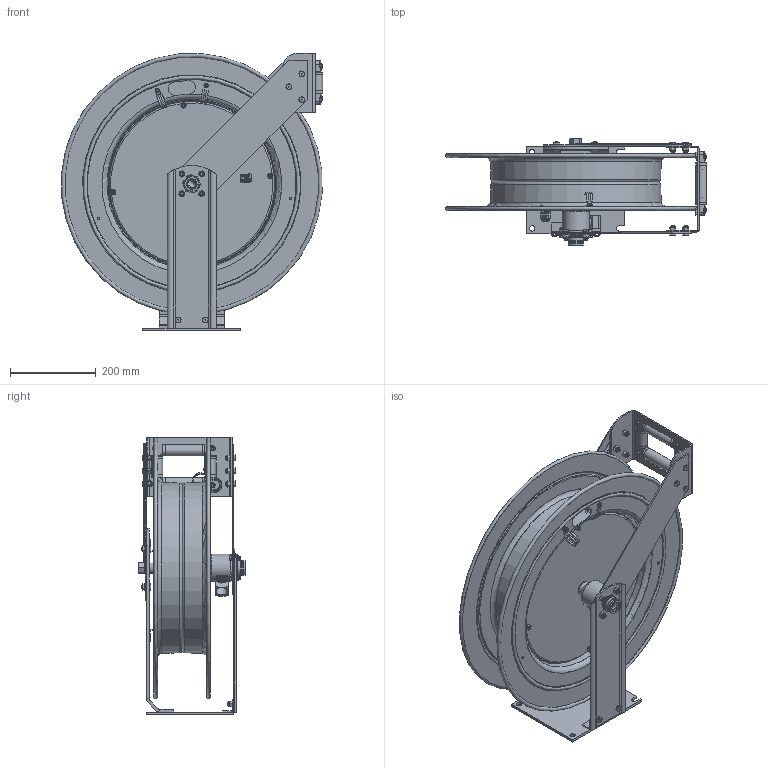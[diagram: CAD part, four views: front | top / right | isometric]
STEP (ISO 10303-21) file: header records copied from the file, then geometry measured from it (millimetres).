
FILE_DESCRIPTION(/* description */ (''),/* implementation_level */ '2;1');
FILE_NAME(/* name */ 'TSHL-N-535_SHARED.stp',/* time_stamp */ '2020-01-24T13:54:25-07:00',/* author */ ('NMelton'),/* organization */ (''),/* preprocessor_version */ 'ST-DEVELOPER v17',/* originating_system */ 'Autodesk Inventor 2019',/* authorisation */ '');
FILE_SCHEMA (('AUTOMOTIVE_DESIGN { 1 0 10303 214 3 1 1 }'));
Products named in the file (1): TSHL-N-535_SHARED
Bounding box: 609.1 x 248.92 x 647.73 mm (x, y, z)
Surface area: 2154045.3 mm2 (no closed solid volume)
Topology: 0 solids, 236 shells, 3026 faces, 13016 edges, 9850 vertices
Faces by surface type: plane 1559, cylinder 749, bspline 320, cone 282, torus 69, sphere 47
Full cylindrical faces by diameter (mm): 1.981 x2, 2.54 x1, 3.048 x1, 4.826 x2, 5.588 x2, 6.35 x4, 7.925 x4, 7.938 x12, 8.636 x4, 10.414 x1, 11.43 x12, 12.192 x16, 12.7 x2, 13.462 x1, 15.875 x1, 19.05 x2, 25.362 x1, 25.4 x12, 28.448 x1, 31.623 x1, 31.674 x1, 32.791 x2, 33.274 x1, 33.401 x1, 33.528 x1, 34.544 x4, 39.624 x1, 42.926 x1, 63.5 x1, 385.064 x1
Entity records: 141582 total; most frequent: CARTESIAN_POINT 39495, DIRECTION 18645, ORIENTED_EDGE 18600, EDGE_CURVE 12941, VERTEX_POINT 9850, LINE 6969, VECTOR 6969, AXIS2_PLACEMENT_3D 5838
